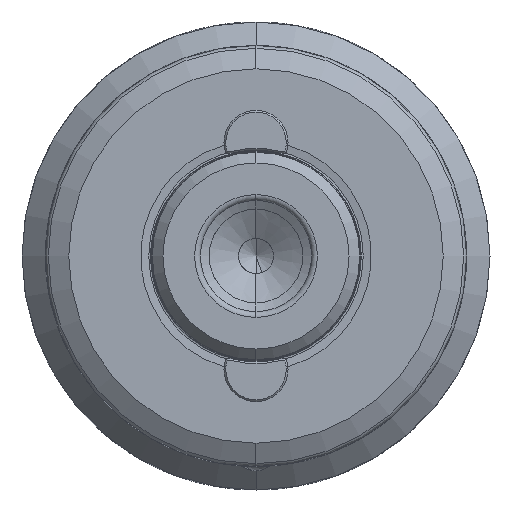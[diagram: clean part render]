
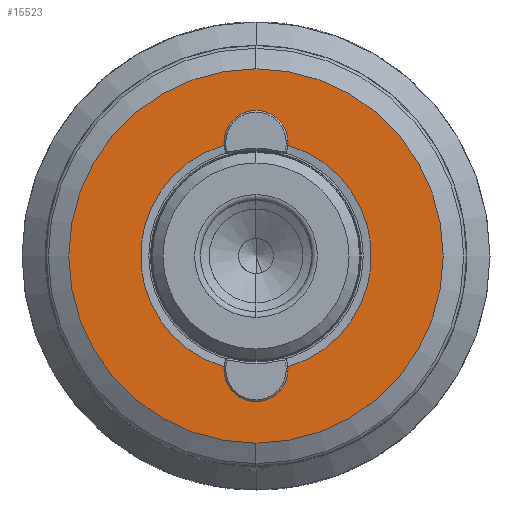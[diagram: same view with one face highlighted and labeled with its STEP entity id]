
A CAD part, left-side view. The second image highlights one B-rep face of the part: STEP entity #15523.
In plain terms, the highlighted planar face has unit normal (-1, 0, 0).
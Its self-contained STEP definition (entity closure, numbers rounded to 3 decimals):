
#174 = CARTESIAN_POINT ( 'NONE',  ( 0., 0., 0. ) ) ;
#327 = EDGE_CURVE ( 'NONE', #5071, #21091, #20287, .T. ) ;
#1673 = VERTEX_POINT ( 'NONE', #26750 ) ;
#2252 = AXIS2_PLACEMENT_3D ( 'NONE', #8838, #18260, #20933 ) ;
#2310 = DIRECTION ( 'NONE',  ( -1., 0., 0. ) ) ;
#2724 = DIRECTION ( 'NONE',  ( 0., 0., 1. ) ) ;
#2824 = EDGE_CURVE ( 'NONE', #1673, #29776, #11381, .T. ) ;
#2977 = DIRECTION ( 'NONE',  ( 0., 0., 1. ) ) ;
#3066 = DIRECTION ( 'NONE',  ( -1., 0., 0. ) ) ;
#4297 = DIRECTION ( 'NONE',  ( 0., 0., 1. ) ) ;
#4703 = DIRECTION ( 'NONE',  ( 0., 0., 1. ) ) ;
#4766 = EDGE_CURVE ( 'NONE', #12429, #5071, #7424, .T. ) ;
#4896 = CIRCLE ( 'NONE', #2252, 32. ) ;
#5071 = VERTEX_POINT ( 'NONE', #25480 ) ;
#5306 = ORIENTED_EDGE ( 'NONE', *, *, #8612, .F. ) ;
#5341 = DIRECTION ( 'NONE',  ( -1., 0., 0. ) ) ;
#5667 = ORIENTED_EDGE ( 'NONE', *, *, #20525, .F. ) ;
#5673 = PLANE ( 'NONE',  #9781 ) ;
#5932 = EDGE_CURVE ( 'NONE', #31539, #17631, #18482, .T. ) ;
#6315 = CARTESIAN_POINT ( 'NONE',  ( 0., 0., -21.5 ) ) ;
#6625 = DIRECTION ( 'NONE',  ( -1., 0., 0. ) ) ;
#6806 = DIRECTION ( 'NONE',  ( -1., 0., 0. ) ) ;
#7090 = CARTESIAN_POINT ( 'NONE',  ( 0., 0., 24.5 ) ) ;
#7424 = CIRCLE ( 'NONE', #12076, 3. ) ;
#7425 = AXIS2_PLACEMENT_3D ( 'NONE', #21449, #6806, #4703 ) ;
#7830 = AXIS2_PLACEMENT_3D ( 'NONE', #6315, #23358, #25782 ) ;
#7993 = DIRECTION ( 'NONE',  ( 0., 0., -1. ) ) ;
#8194 = CARTESIAN_POINT ( 'NONE',  ( 0., 0., -32. ) ) ;
#8609 = VERTEX_POINT ( 'NONE', #31212 ) ;
#8612 = EDGE_CURVE ( 'NONE', #8609, #31539, #21782, .T. ) ;
#8838 = CARTESIAN_POINT ( 'NONE',  ( 0., 0., 0. ) ) ;
#9110 = ORIENTED_EDGE ( 'NONE', *, *, #15661, .T. ) ;
#9629 = CARTESIAN_POINT ( 'NONE',  ( 0., 0., -21.5 ) ) ;
#9781 = AXIS2_PLACEMENT_3D ( 'NONE', #10764, #22624, #7993 ) ;
#10053 = ORIENTED_EDGE ( 'NONE', *, *, #327, .F. ) ;
#10360 = CARTESIAN_POINT ( 'NONE',  ( 0., -2.305, -19.58 ) ) ;
#10764 = CARTESIAN_POINT ( 'NONE',  ( 0., 0., -19.715 ) ) ;
#11381 = CIRCLE ( 'NONE', #21851, 32. ) ;
#12076 = AXIS2_PLACEMENT_3D ( 'NONE', #9629, #17243, #2724 ) ;
#12429 = VERTEX_POINT ( 'NONE', #31150 ) ;
#14002 = CARTESIAN_POINT ( 'NONE',  ( 0., 0., 0. ) ) ;
#14469 = ORIENTED_EDGE ( 'NONE', *, *, #4766, .F. ) ;
#15523 = ADVANCED_FACE ( 'NONE', ( #15970, #16381 ), #5673, .F. ) ;
#15661 = EDGE_CURVE ( 'NONE', #29776, #1673, #4896, .T. ) ;
#15970 = FACE_BOUND ( 'NONE', #21736, .T. ) ;
#16355 = ORIENTED_EDGE ( 'NONE', *, *, #5932, .F. ) ;
#16381 = FACE_OUTER_BOUND ( 'NONE', #20477, .T. ) ;
#16840 = DIRECTION ( 'NONE',  ( 0., 0., 1. ) ) ;
#17243 = DIRECTION ( 'NONE',  ( -1., 0., 0. ) ) ;
#17441 = ORIENTED_EDGE ( 'NONE', *, *, #18016, .F. ) ;
#17631 = VERTEX_POINT ( 'NONE', #30022 ) ;
#18016 = EDGE_CURVE ( 'NONE', #17631, #12429, #19322, .T. ) ;
#18260 = DIRECTION ( 'NONE',  ( -1., 0., 0. ) ) ;
#18482 = CIRCLE ( 'NONE', #29844, 3. ) ;
#19322 = CIRCLE ( 'NONE', #31511, 19.715 ) ;
#20287 = CIRCLE ( 'NONE', #7830, 3. ) ;
#20477 = EDGE_LOOP ( 'NONE', ( #9110, #22837 ) ) ;
#20525 = EDGE_CURVE ( 'NONE', #21091, #8609, #24501, .T. ) ;
#20933 = DIRECTION ( 'NONE',  ( 0., 0., 1. ) ) ;
#21091 = VERTEX_POINT ( 'NONE', #10360 ) ;
#21449 = CARTESIAN_POINT ( 'NONE',  ( 0., 0., 21.5 ) ) ;
#21736 = EDGE_LOOP ( 'NONE', ( #17441, #16355, #5306, #5667, #10053, #14469 ) ) ;
#21782 = CIRCLE ( 'NONE', #7425, 3. ) ;
#21851 = AXIS2_PLACEMENT_3D ( 'NONE', #174, #3066, #29482 ) ;
#22624 = DIRECTION ( 'NONE',  ( 1., 0., 0. ) ) ;
#22837 = ORIENTED_EDGE ( 'NONE', *, *, #2824, .T. ) ;
#23358 = DIRECTION ( 'NONE',  ( -1., 0., 0. ) ) ;
#24424 = AXIS2_PLACEMENT_3D ( 'NONE', #14002, #6625, #4297 ) ;
#24501 = CIRCLE ( 'NONE', #24424, 19.715 ) ;
#25480 = CARTESIAN_POINT ( 'NONE',  ( 0., 0., -24.5 ) ) ;
#25782 = DIRECTION ( 'NONE',  ( 0., 0., 1. ) ) ;
#26750 = CARTESIAN_POINT ( 'NONE',  ( 0., 0., 32. ) ) ;
#27328 = CARTESIAN_POINT ( 'NONE',  ( 0., 0., 21.5 ) ) ;
#28936 = CARTESIAN_POINT ( 'NONE',  ( 0., 0., 0. ) ) ;
#29482 = DIRECTION ( 'NONE',  ( 0., 0., 1. ) ) ;
#29776 = VERTEX_POINT ( 'NONE', #8194 ) ;
#29844 = AXIS2_PLACEMENT_3D ( 'NONE', #27328, #5341, #2977 ) ;
#30022 = CARTESIAN_POINT ( 'NONE',  ( 0., 2.305, 19.58 ) ) ;
#31150 = CARTESIAN_POINT ( 'NONE',  ( 0., 2.305, -19.58 ) ) ;
#31212 = CARTESIAN_POINT ( 'NONE',  ( 0., -2.305, 19.58 ) ) ;
#31511 = AXIS2_PLACEMENT_3D ( 'NONE', #28936, #2310, #16840 ) ;
#31539 = VERTEX_POINT ( 'NONE', #7090 ) ;
